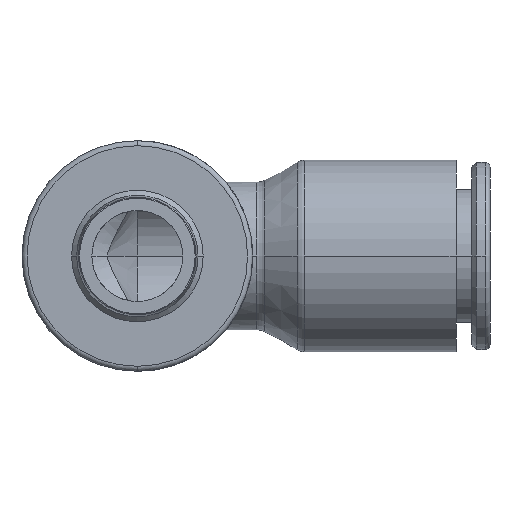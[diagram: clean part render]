
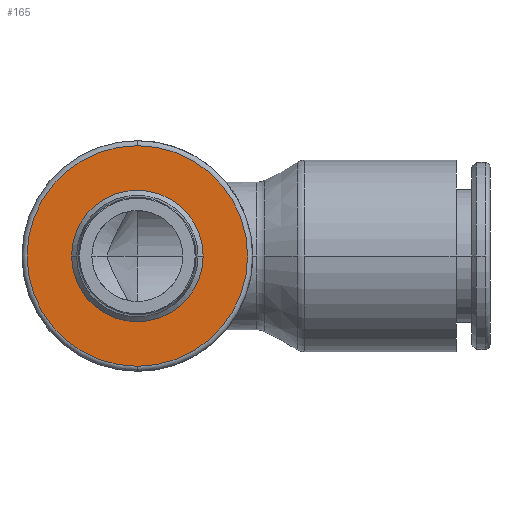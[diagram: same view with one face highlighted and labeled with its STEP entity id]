
A CAD part, front view. The second image highlights one B-rep face of the part: STEP entity #165.
In plain terms, the highlighted planar face has unit normal (0, -1, 0).
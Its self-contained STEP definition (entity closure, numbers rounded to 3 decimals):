
#165=ADVANCED_FACE('',(#419,#420),#421,.T.);
#419=FACE_OUTER_BOUND('',#679,.T.);
#420=FACE_BOUND('',#680,.T.);
#421=PLANE('',#681);
#679=EDGE_LOOP('',(#1656,#1657,#1658));
#680=EDGE_LOOP('',(#1659,#1660));
#681=AXIS2_PLACEMENT_3D('',#1661,#1662,#1663);
#1656=ORIENTED_EDGE('',*,*,#2012,.F.);
#1657=ORIENTED_EDGE('',*,*,#2013,.F.);
#1658=ORIENTED_EDGE('',*,*,#1738,.F.);
#1659=ORIENTED_EDGE('',*,*,#1744,.T.);
#1660=ORIENTED_EDGE('',*,*,#2011,.T.);
#1661=CARTESIAN_POINT('',(-8.7,27.1,0.0));
#1662=DIRECTION('',(0.0,-1.0,-0.0));
#1663=DIRECTION('',(1.0,0.0,0.0));
#1738=EDGE_CURVE('',#2083,#2085,#2086,.T.);
#1744=EDGE_CURVE('',#2091,#2095,#2097,.T.);
#2011=EDGE_CURVE('',#2095,#2091,#2531,.T.);
#2012=EDGE_CURVE('',#2532,#2083,#2533,.T.);
#2013=EDGE_CURVE('',#2085,#2532,#2534,.T.);
#2083=VERTEX_POINT('',#2608);
#2085=VERTEX_POINT('',#2610);
#2086=CIRCLE('',#2611,10.9);
#2091=VERTEX_POINT('',#2616);
#2095=VERTEX_POINT('',#2621);
#2097=CIRCLE('',#2624,6.5);
#2531=CIRCLE('',#3512,6.5);
#2532=VERTEX_POINT('',#3513);
#2533=CIRCLE('',#3514,10.9);
#2534=CIRCLE('',#3515,10.9);
#2608=CARTESIAN_POINT('',(0.,27.1,10.9));
#2610=CARTESIAN_POINT('',(0.,27.1,-10.9));
#2611=AXIS2_PLACEMENT_3D('',#3627,#3628,#3629);
#2616=CARTESIAN_POINT('',(-6.5,27.1,0.0));
#2621=CARTESIAN_POINT('',(6.5,27.1,0.));
#2624=AXIS2_PLACEMENT_3D('',#3641,#3642,#3643);
#3512=AXIS2_PLACEMENT_3D('',#4254,#4255,#4256);
#3513=CARTESIAN_POINT('',(-10.9,27.1,0.0));
#3514=AXIS2_PLACEMENT_3D('',#4257,#4258,#4259);
#3515=AXIS2_PLACEMENT_3D('',#4260,#4261,#4262);
#3627=CARTESIAN_POINT('',(0.0,27.1,0.0));
#3628=DIRECTION('',(0.0,1.0,0.0));
#3629=DIRECTION('',(-1.0,0.0,0.0));
#3641=CARTESIAN_POINT('',(0.0,27.1,0.0));
#3642=DIRECTION('',(0.0,1.0,0.0));
#3643=DIRECTION('',(-1.0,0.0,0.0));
#4254=CARTESIAN_POINT('',(0.0,27.1,0.0));
#4255=DIRECTION('',(0.0,1.0,0.0));
#4256=DIRECTION('',(-1.0,0.0,0.0));
#4257=CARTESIAN_POINT('',(0.0,27.1,0.0));
#4258=DIRECTION('',(0.0,1.0,0.0));
#4259=DIRECTION('',(-1.0,0.0,0.0));
#4260=CARTESIAN_POINT('',(0.0,27.1,0.0));
#4261=DIRECTION('',(0.0,1.0,0.0));
#4262=DIRECTION('',(-1.0,0.0,0.0));
